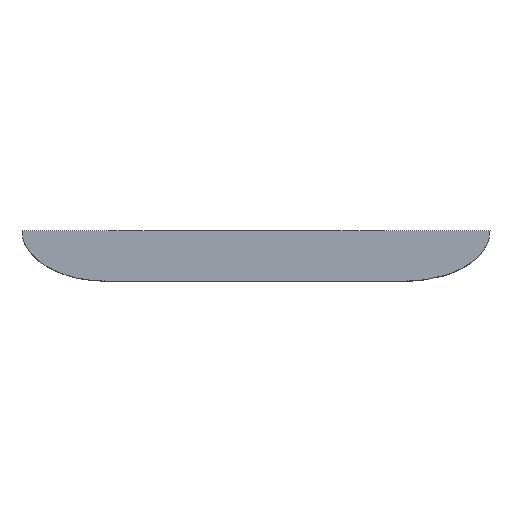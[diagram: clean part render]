
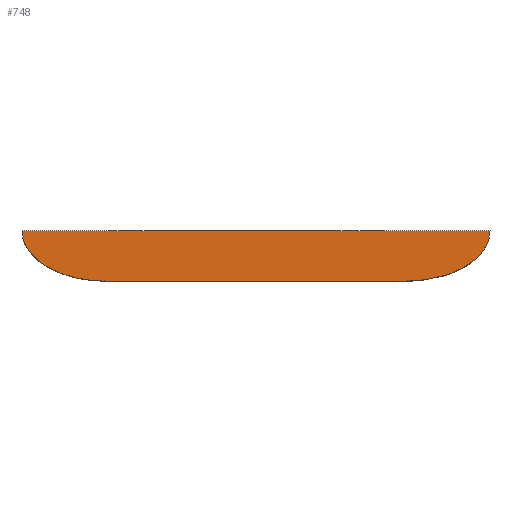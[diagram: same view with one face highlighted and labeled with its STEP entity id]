
A CAD part, front view. The second image highlights one B-rep face of the part: STEP entity #748.
In plain terms, the highlighted planar face has unit normal (0, -1, 0).
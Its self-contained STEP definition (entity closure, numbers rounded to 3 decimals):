
#102 = LINE ( 'NONE', #1253, #1888 ) ;
#215 = VERTEX_POINT ( 'NONE', #1483 ) ;
#467 = DIRECTION ( 'NONE',  ( 1., 0., 0. ) ) ;
#511 = CARTESIAN_POINT ( 'NONE',  ( 118.789, 0., 0. ) ) ;
#607 = ORIENTED_EDGE ( 'NONE', *, *, #1259, .T. ) ;
#627 =( BOUNDED_CURVE ( )  B_SPLINE_CURVE ( 3, ( #1001, #511, #1220, #3295 ),
 .UNSPECIFIED., .F., .T. ) 
 B_SPLINE_CURVE_WITH_KNOTS ( ( 4, 4 ),
 ( 4.712, 6.283 ),
 .UNSPECIFIED. ) 
 CURVE ( )  GEOMETRIC_REPRESENTATION_ITEM ( )  RATIONAL_B_SPLINE_CURVE ( ( 1., 0.805, 0.805, 1. ) ) 
 REPRESENTATION_ITEM ( '' )  );
#644 = LINE ( 'NONE', #3316, #763 ) ;
#688 = ORIENTED_EDGE ( 'NONE', *, *, #3052, .F. ) ;
#736 = VERTEX_POINT ( 'NONE', #2693 ) ;
#748 = ADVANCED_FACE ( 'NONE', ( #3276 ), #2701, .F. ) ;
#763 = VECTOR ( 'NONE', #1760, 1000. ) ;
#972 = AXIS2_PLACEMENT_3D ( 'NONE', #3201, #1420, #1660 ) ;
#1001 = CARTESIAN_POINT ( 'NONE',  ( 89.5, 0., 0. ) ) ;
#1030 = EDGE_LOOP ( 'NONE', ( #607, #3345, #1327, #688 ) ) ;
#1220 = CARTESIAN_POINT ( 'NONE',  ( 139.5, 0., 12.426 ) ) ;
#1253 = CARTESIAN_POINT ( 'NONE',  ( -139.5, 0., 30. ) ) ;
#1259 = EDGE_CURVE ( 'NONE', #2879, #215, #2512, .T. ) ;
#1317 = CARTESIAN_POINT ( 'NONE',  ( -89.5, 0., 0. ) ) ;
#1327 = ORIENTED_EDGE ( 'NONE', *, *, #3064, .T. ) ;
#1420 = DIRECTION ( 'NONE',  ( 0., 1., 0. ) ) ;
#1483 = CARTESIAN_POINT ( 'NONE',  ( -89.5, 0., 0. ) ) ;
#1505 = CARTESIAN_POINT ( 'NONE',  ( 139.5, 0., 30. ) ) ;
#1588 = CARTESIAN_POINT ( 'NONE',  ( -139.5, 0., 12.426 ) ) ;
#1660 = DIRECTION ( 'NONE',  ( 0., 0., 1. ) ) ;
#1760 = DIRECTION ( 'NONE',  ( 1., 0., 0. ) ) ;
#1883 = CARTESIAN_POINT ( 'NONE',  ( -139.5, 0., 30. ) ) ;
#1888 = VECTOR ( 'NONE', #467, 1000. ) ;
#1894 = VERTEX_POINT ( 'NONE', #1505 ) ;
#2512 =( BOUNDED_CURVE ( )  B_SPLINE_CURVE ( 3, ( #3156, #1588, #2892, #1317 ),
 .UNSPECIFIED., .F., .F. ) 
 B_SPLINE_CURVE_WITH_KNOTS ( ( 4, 4 ),
 ( 0., 1.571 ),
 .UNSPECIFIED. ) 
 CURVE ( )  GEOMETRIC_REPRESENTATION_ITEM ( )  RATIONAL_B_SPLINE_CURVE ( ( 1., 0.805, 0.805, 1. ) ) 
 REPRESENTATION_ITEM ( '' )  );
#2657 = EDGE_CURVE ( 'NONE', #215, #736, #644, .T. ) ;
#2693 = CARTESIAN_POINT ( 'NONE',  ( 89.5, 0., 0. ) ) ;
#2701 = PLANE ( 'NONE',  #972 ) ;
#2879 = VERTEX_POINT ( 'NONE', #1883 ) ;
#2892 = CARTESIAN_POINT ( 'NONE',  ( -118.789, 0., 0. ) ) ;
#3052 = EDGE_CURVE ( 'NONE', #2879, #1894, #102, .T. ) ;
#3064 = EDGE_CURVE ( 'NONE', #736, #1894, #627, .T. ) ;
#3156 = CARTESIAN_POINT ( 'NONE',  ( -139.5, 0., 30. ) ) ;
#3201 = CARTESIAN_POINT ( 'NONE',  ( -139.5, 0., 30. ) ) ;
#3276 = FACE_OUTER_BOUND ( 'NONE', #1030, .T. ) ;
#3295 = CARTESIAN_POINT ( 'NONE',  ( 139.5, 0., 30. ) ) ;
#3316 = CARTESIAN_POINT ( 'NONE',  ( -139.5, 0., 0. ) ) ;
#3345 = ORIENTED_EDGE ( 'NONE', *, *, #2657, .T. ) ;
